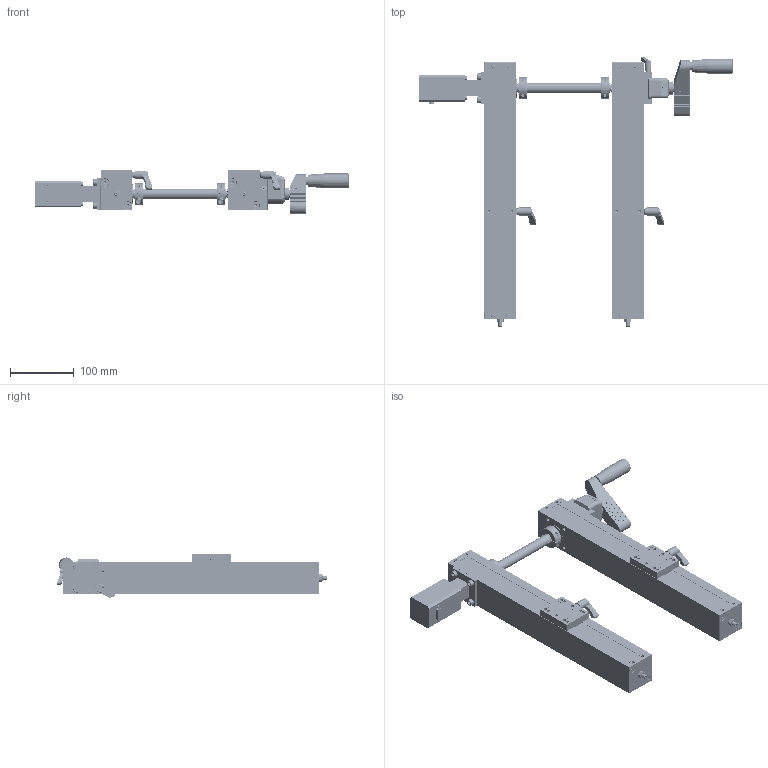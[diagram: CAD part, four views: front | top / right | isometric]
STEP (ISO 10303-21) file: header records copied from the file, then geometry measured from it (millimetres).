
FILE_DESCRIPTION(/* description */ ('Unknown'),/* implementation_level */ '2;1');
FILE_NAME(/* name */ 'Zahnriemenantrieb50-Portal-manuell-elektrischer-Antrieb',/* time_stamp */ '2020-03-29T07:04:14+02:00',/* author */ ('Unknown'),/* organization */ ('Unknown'),/* preprocessor_version */ 'ST-DEVELOPER v16.7',/* originating_system */ 'Solid Edge',/* authorisation */ 'Unknown');
FILE_SCHEMA (('AUTOMOTIVE_DESIGN {1 0 10303 214 3 1 1}'));
Products named in the file (11): 5.1-Zahnriemenantrieb50-Portal-SchlittenPA60lg-dy; Profil-50-Zahnriemenantrieb-dy; A-0000107-Umlenkung50-HTD5-Z16-dy; Zahnriemen-HTD5MxB15; A-0000150-Schlitten50-Zahnriemen-dy; A-0000007-Antrieb-Zahnriemen-dy; A-0000126-Wellenklemmung50-dy; A-0000096-Siko-Kurbel-dy; A-0000119-Drehmomentwelle-d12-D16-dy; A-0000057-Nanotec-Motor-Flansch-dy; A-0000098-Deckel50-geschraubt-dy
Assembly tree (16 placements, depth 2):
  5.1-Zahnriemenantrieb50-Portal-SchlittenPA60lg-dy
    Profil-50-Zahnriemenantrieb-dy  x2
    A-0000107-Umlenkung50-HTD5-Z16-dy  x2
    Zahnriemen-HTD5MxB15  x2
    A-0000150-Schlitten50-Zahnriemen-dy  x2
    A-0000007-Antrieb-Zahnriemen-dy  x2
    A-0000126-Wellenklemmung50-dy
    A-0000096-Siko-Kurbel-dy
    A-0000119-Drehmomentwelle-d12-D16-dy
    A-0000057-Nanotec-Motor-Flansch-dy
    A-0000098-Deckel50-geschraubt-dy  x2
Bounding box: 491.99 x 422.61 x 67.69 mm (x, y, z)
Volume: 1740830.6 mm3; surface area: 585872.2 mm2
Topology: 24 solids, 36 shells, 5293 faces, 13351 edges, 8615 vertices
Faces by surface type: plane 3559, cylinder 1268, cone 274, torus 95, bspline 78, sphere 19
Full cylindrical faces by diameter (mm): 1.5 x4, 2.5 x2, 2.997 x2, 3 x1, 3.197 x4, 3.2 x4, 4 x5, 4.134 x2, 4.5 x3, 4.917 x80, 4.995 x6, 5 x22, 5.295 x4, 5.3 x2, 5.495 x4, 5.5 x14, 5.794 x4, 5.8 x4, 5.994 x8, 6 x13, 6.194 x2, 6.2 x6, 6.3 x1, 6.394 x4, 6.4 x4, 6.5 x1, 7.2 x1, 8 x3, 8.1 x2, 8.3 x2
Entity records: 102833 total; most frequent: CARTESIAN_POINT 19139, DIRECTION 14299, ORIENTED_EDGE 14146, EDGE_CURVE 7073, LINE 4955, VECTOR 4955, VERTEX_POINT 4734, AXIS2_PLACEMENT_3D 4672
